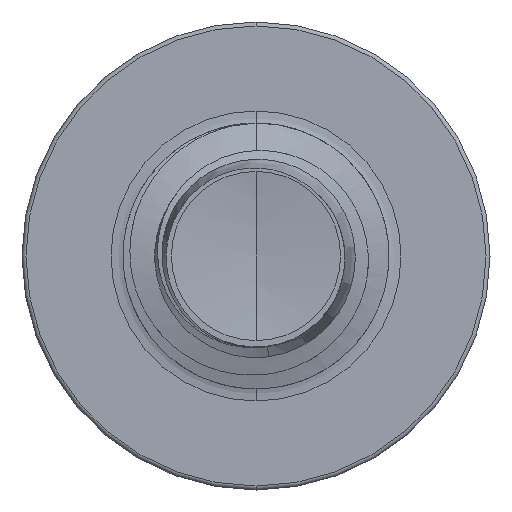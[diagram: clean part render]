
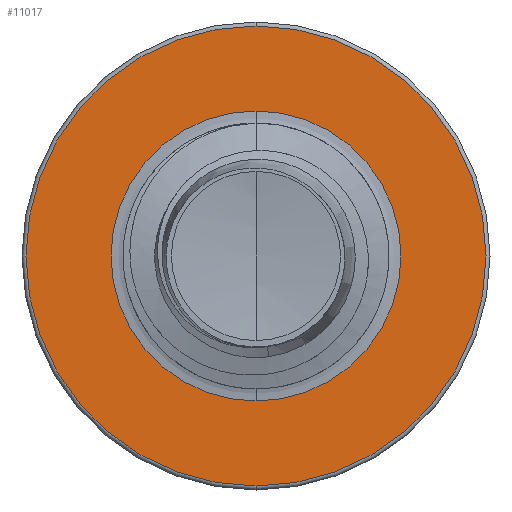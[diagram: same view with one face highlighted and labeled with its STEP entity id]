
A CAD part, front view. The second image highlights one B-rep face of the part: STEP entity #11017.
In plain terms, the highlighted planar face has unit normal (0, -1, 0).
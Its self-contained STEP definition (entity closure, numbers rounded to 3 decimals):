
#55 = DIRECTION ( 'NONE',  ( 0., 1., 0. ) ) ;
#477 = CARTESIAN_POINT ( 'NONE',  ( 0., 3., -1.363 ) ) ;
#995 = CIRCLE ( 'NONE', #2894, 1.363 ) ;
#1078 = VERTEX_POINT ( 'NONE', #4318 ) ;
#2074 = VERTEX_POINT ( 'NONE', #12883 ) ;
#2894 = AXIS2_PLACEMENT_3D ( 'NONE', #6447, #6446, #6438 ) ;
#3900 = CIRCLE ( 'NONE', #11700, 1.363 ) ;
#4096 = FACE_BOUND ( 'NONE', #7519, .T. ) ;
#4318 = CARTESIAN_POINT ( 'NONE',  ( 0., 3., 1.363 ) ) ;
#4339 = ORIENTED_EDGE ( 'NONE', *, *, #5722, .T. ) ;
#5266 = EDGE_CURVE ( 'NONE', #2074, #7428, #11259, .T. ) ;
#5722 = EDGE_CURVE ( 'NONE', #8693, #1078, #995, .T. ) ;
#5921 = PLANE ( 'NONE',  #6509 ) ;
#6058 = DIRECTION ( 'NONE',  ( 0., 0., 1. ) ) ;
#6317 = AXIS2_PLACEMENT_3D ( 'NONE', #8286, #8271, #8254 ) ;
#6438 = DIRECTION ( 'NONE',  ( 0., 0., 1. ) ) ;
#6446 = DIRECTION ( 'NONE',  ( 0., 1., 0. ) ) ;
#6447 = CARTESIAN_POINT ( 'NONE',  ( 0., 3., 0. ) ) ;
#6509 = AXIS2_PLACEMENT_3D ( 'NONE', #13046, #11841, #6058 ) ;
#6730 = EDGE_CURVE ( 'NONE', #7428, #2074, #9263, .T. ) ;
#6750 = FACE_OUTER_BOUND ( 'NONE', #12350, .T. ) ;
#6972 = ORIENTED_EDGE ( 'NONE', *, *, #5266, .F. ) ;
#7428 = VERTEX_POINT ( 'NONE', #7973 ) ;
#7519 = EDGE_LOOP ( 'NONE', ( #11950, #4339 ) ) ;
#7576 = CARTESIAN_POINT ( 'NONE',  ( 0., 3., 0. ) ) ;
#7973 = CARTESIAN_POINT ( 'NONE',  ( 0., 3., -2.162 ) ) ;
#8254 = DIRECTION ( 'NONE',  ( 0., 0., 1. ) ) ;
#8271 = DIRECTION ( 'NONE',  ( 0., 1., 0. ) ) ;
#8286 = CARTESIAN_POINT ( 'NONE',  ( 0., 3., 0. ) ) ;
#8429 = DIRECTION ( 'NONE',  ( 0., 0., 1. ) ) ;
#8432 = DIRECTION ( 'NONE',  ( 0., 1., 0. ) ) ;
#8451 = CARTESIAN_POINT ( 'NONE',  ( 0., 3., 0. ) ) ;
#8693 = VERTEX_POINT ( 'NONE', #477 ) ;
#8726 = DIRECTION ( 'NONE',  ( 0., 0., 1. ) ) ;
#9263 = CIRCLE ( 'NONE', #10473, 2.163 ) ;
#9851 = ORIENTED_EDGE ( 'NONE', *, *, #6730, .F. ) ;
#10340 = EDGE_CURVE ( 'NONE', #1078, #8693, #3900, .T. ) ;
#10473 = AXIS2_PLACEMENT_3D ( 'NONE', #8451, #8432, #8429 ) ;
#11017 = ADVANCED_FACE ( 'NONE', ( #6750, #4096 ), #5921, .F. ) ;
#11259 = CIRCLE ( 'NONE', #6317, 2.163 ) ;
#11700 = AXIS2_PLACEMENT_3D ( 'NONE', #7576, #55, #8726 ) ;
#11841 = DIRECTION ( 'NONE',  ( 0., 1., 0. ) ) ;
#11950 = ORIENTED_EDGE ( 'NONE', *, *, #10340, .T. ) ;
#12350 = EDGE_LOOP ( 'NONE', ( #6972, #9851 ) ) ;
#12883 = CARTESIAN_POINT ( 'NONE',  ( 0., 3., 2.163 ) ) ;
#13046 = CARTESIAN_POINT ( 'NONE',  ( 0., 3., -1.363 ) ) ;
